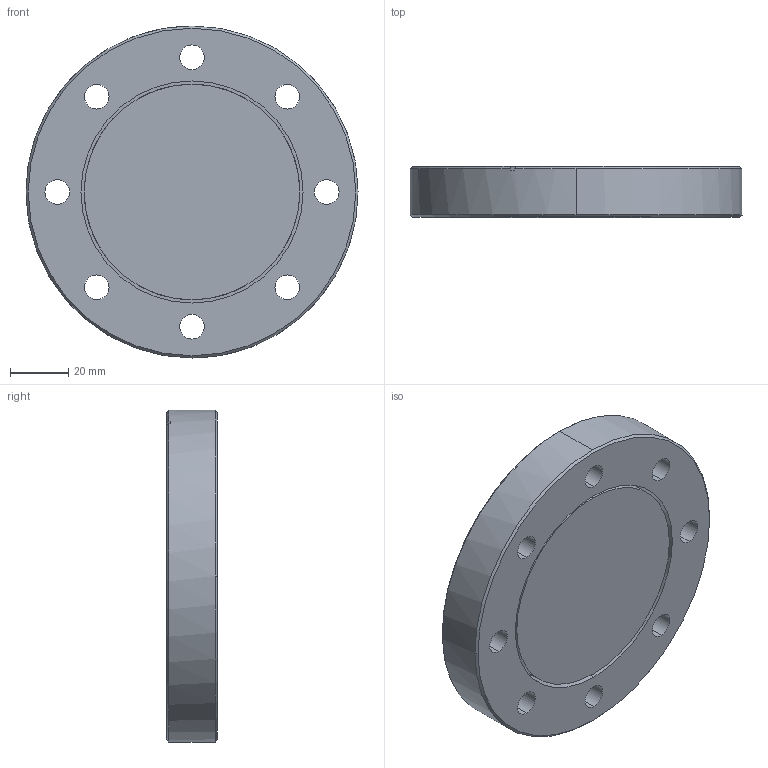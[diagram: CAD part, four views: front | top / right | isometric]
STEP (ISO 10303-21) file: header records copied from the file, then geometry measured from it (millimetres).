
FILE_DESCRIPTION (( 'STEP AP203' ), '1' );
FILE_NAME ('A0652-3-CF.STEP', '2012-11-14T18:37:03', ( '' ), ( '' ), 'SwSTEP 2.0', 'SolidWorks 2012', '' );
FILE_SCHEMA (( 'CONFIG_CONTROL_DESIGN' ));
Length unit declared in the file: inch
Products named in the file (1): A0652-3-CF
Bounding box: 113.54 x 17.27 x 113.54 mm (x, y, z)
Volume: 121027.3 mm3; surface area: 38506.2 mm2
Topology: 1 solids, 1 shells, 71 faces, 178 edges, 117 vertices
Faces by surface type: cylinder 38, plane 18, bspline 8, cone 7
Entity records: 2604 total; most frequent: CARTESIAN_POINT 743, DIRECTION 401, ORIENTED_EDGE 356, EDGE_CURVE 178, AXIS2_PLACEMENT_3D 171, VERTEX_POINT 117, CIRCLE 107, EDGE_LOOP 95
